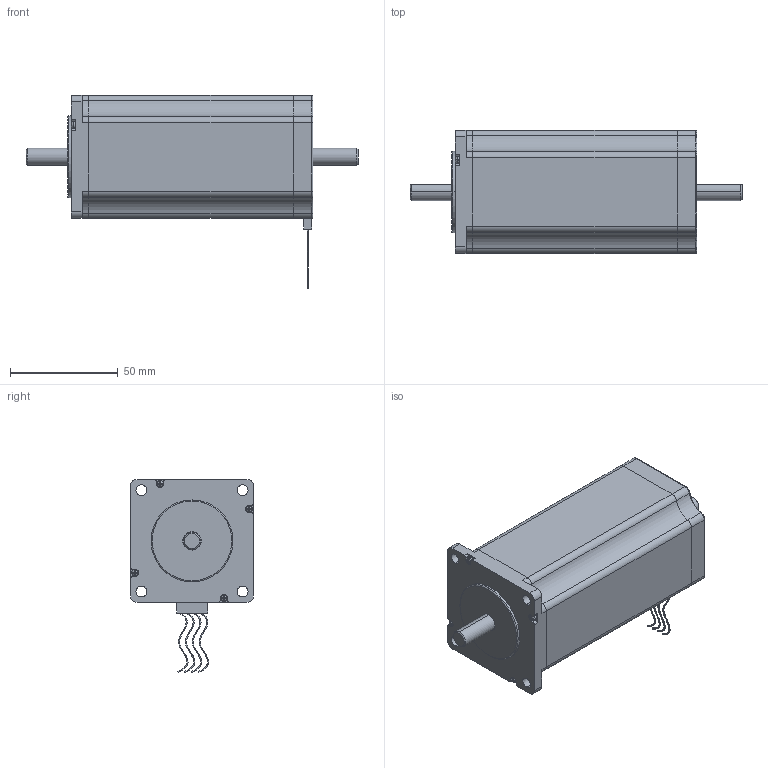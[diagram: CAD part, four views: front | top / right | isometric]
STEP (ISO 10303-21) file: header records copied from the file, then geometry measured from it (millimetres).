
FILE_DESCRIPTION (( 'STEP AP214' ), '1' );
FILE_NAME ('57HS11242B4D8.STEP', '2023-02-16T03:15:44', ( 'Windows 蚚誧' ), ( 'Organization' ), 'SwSTEP 2.0', 'SolidWorks 2021', '' );
FILE_SCHEMA (( 'AUTOMOTIVE_DESIGN' ));
Length unit declared in the file: millimetre
Products named in the file (1): 57HS11242B4D8
Bounding box: 154 x 57 x 89.55 mm (x, y, z)
Volume: 332598.7 mm3; surface area: 43528.2 mm2
Topology: 4 solids, 4 shells, 283 faces, 730 edges, 472 vertices
Faces by surface type: plane 126, cylinder 113, torus 22, cone 14, bspline 8
Entity records: 10484 total; most frequent: CARTESIAN_POINT 3016, DIRECTION 1472, ORIENTED_EDGE 1460, EDGE_CURVE 730, AXIS2_PLACEMENT_3D 574, VERTEX_POINT 472, VECTOR 324, LINE 324
